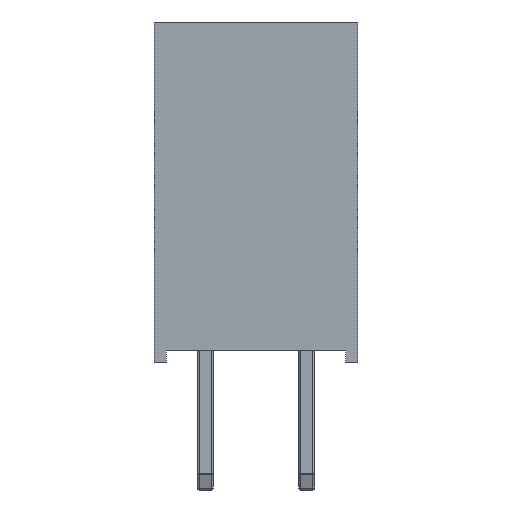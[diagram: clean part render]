
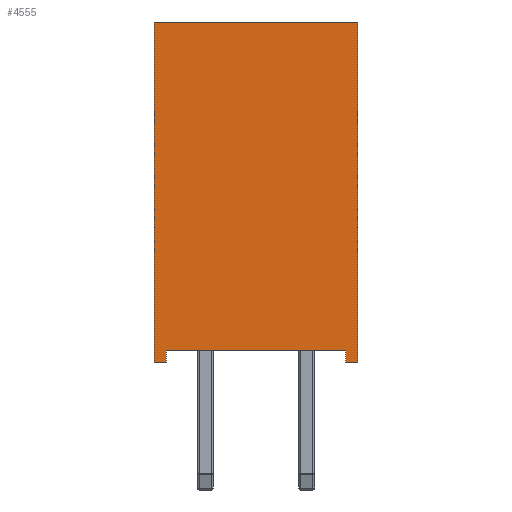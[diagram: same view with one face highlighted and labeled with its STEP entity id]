
A CAD part, left-side view. The second image highlights one B-rep face of the part: STEP entity #4555.
In plain terms, the highlighted planar face has unit normal (-1, 0, 0).
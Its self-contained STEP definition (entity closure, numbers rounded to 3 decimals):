
#582=FACE_OUTER_BOUND('',#872,.T.);
#872=EDGE_LOOP('',(#2932,#2933,#2934,#2935,#2936,#2937,#2938,#2939));
#1194=LINE('',#7083,#1542);
#1195=LINE('',#7086,#1543);
#1197=LINE('',#7090,#1545);
#1198=LINE('',#7092,#1546);
#1199=LINE('',#7094,#1547);
#1200=LINE('',#7096,#1548);
#1201=LINE('',#7098,#1549);
#1202=LINE('',#7099,#1550);
#1542=VECTOR('',#5526,10.);
#1543=VECTOR('',#5529,10.);
#1545=VECTOR('',#5533,10.);
#1546=VECTOR('',#5534,10.);
#1547=VECTOR('',#5535,10.);
#1548=VECTOR('',#5536,10.);
#1549=VECTOR('',#5537,10.);
#1550=VECTOR('',#5538,10.);
#1888=VERTEX_POINT('',#7079);
#1889=VERTEX_POINT('',#7081);
#1890=VERTEX_POINT('',#7085);
#1891=VERTEX_POINT('',#7089);
#1892=VERTEX_POINT('',#7091);
#1893=VERTEX_POINT('',#7093);
#1894=VERTEX_POINT('',#7095);
#1895=VERTEX_POINT('',#7097);
#2266=EDGE_CURVE('',#1888,#1889,#1194,.T.);
#2267=EDGE_CURVE('',#1890,#1888,#1195,.T.);
#2269=EDGE_CURVE('',#1889,#1891,#1197,.T.);
#2270=EDGE_CURVE('',#1891,#1892,#1198,.T.);
#2271=EDGE_CURVE('',#1892,#1893,#1199,.T.);
#2272=EDGE_CURVE('',#1893,#1894,#1200,.T.);
#2273=EDGE_CURVE('',#1895,#1894,#1201,.T.);
#2274=EDGE_CURVE('',#1890,#1895,#1202,.T.);
#2932=ORIENTED_EDGE('',*,*,#2269,.T.);
#2933=ORIENTED_EDGE('',*,*,#2270,.T.);
#2934=ORIENTED_EDGE('',*,*,#2271,.T.);
#2935=ORIENTED_EDGE('',*,*,#2272,.T.);
#2936=ORIENTED_EDGE('',*,*,#2273,.F.);
#2937=ORIENTED_EDGE('',*,*,#2274,.F.);
#2938=ORIENTED_EDGE('',*,*,#2267,.T.);
#2939=ORIENTED_EDGE('',*,*,#2266,.T.);
#4226=PLANE('',#4899);
#4555=ADVANCED_FACE('',(#582),#4226,.T.);
#4899=AXIS2_PLACEMENT_3D('',#7088,#5531,#5532);
#5526=DIRECTION('',(0.,0.,1.));
#5529=DIRECTION('',(0.,-1.,0.));
#5531=DIRECTION('center_axis',(-1.,0.,0.));
#5532=DIRECTION('ref_axis',(0.,-1.,0.));
#5533=DIRECTION('',(0.,-1.,0.));
#5534=DIRECTION('',(0.,0.,-1.));
#5535=DIRECTION('',(0.,-1.,0.));
#5536=DIRECTION('',(0.,0.,1.));
#5537=DIRECTION('',(0.,-1.,0.));
#5538=DIRECTION('',(0.,0.,1.));
#7079=CARTESIAN_POINT('',(-1.27,3.51,0.));
#7081=CARTESIAN_POINT('',(-1.27,3.51,0.3));
#7083=CARTESIAN_POINT('',(-1.27,3.51,0.));
#7085=CARTESIAN_POINT('',(-1.27,3.81,0.));
#7086=CARTESIAN_POINT('',(-1.27,3.81,0.));
#7088=CARTESIAN_POINT('Origin',(-1.27,1.27,0.));
#7089=CARTESIAN_POINT('',(-1.27,-0.97,0.3));
#7090=CARTESIAN_POINT('',(-1.27,1.27,0.3));
#7091=CARTESIAN_POINT('',(-1.27,-0.97,0.));
#7092=CARTESIAN_POINT('',(-1.27,-0.97,0.));
#7093=CARTESIAN_POINT('',(-1.27,-1.27,0.));
#7094=CARTESIAN_POINT('',(-1.27,1.27,0.));
#7095=CARTESIAN_POINT('',(-1.27,-1.27,8.5));
#7096=CARTESIAN_POINT('',(-1.27,-1.27,0.));
#7097=CARTESIAN_POINT('',(-1.27,3.81,8.5));
#7098=CARTESIAN_POINT('',(-1.27,3.81,8.5));
#7099=CARTESIAN_POINT('',(-1.27,3.81,0.));
